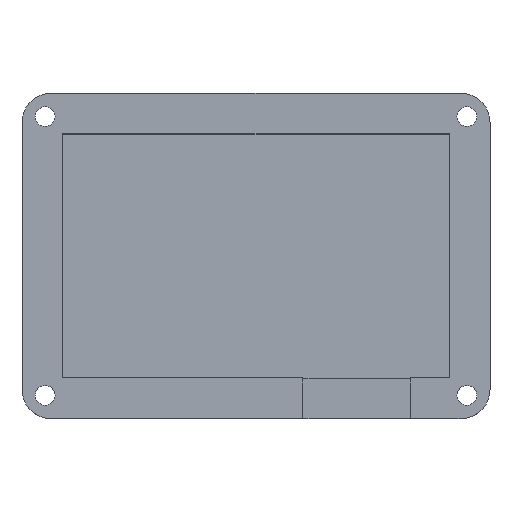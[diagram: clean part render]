
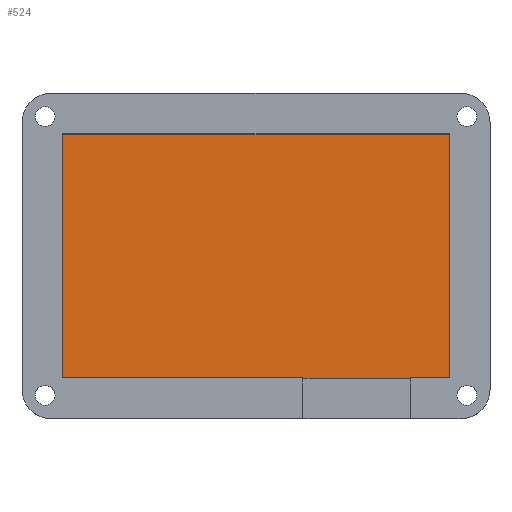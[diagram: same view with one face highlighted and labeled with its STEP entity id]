
A CAD part, top view. The second image highlights one B-rep face of the part: STEP entity #524.
In plain terms, the highlighted planar face has unit normal (0, 0, 1).
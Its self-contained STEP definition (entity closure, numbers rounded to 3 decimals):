
#74=FACE_OUTER_BOUND('',#108,.T.);
#108=EDGE_LOOP('',(#415,#416,#417,#418));
#166=LINE('',#859,#214);
#167=LINE('',#861,#215);
#168=LINE('',#863,#216);
#169=LINE('',#864,#217);
#214=VECTOR('',#692,10.);
#215=VECTOR('',#693,10.);
#216=VECTOR('',#694,10.);
#217=VECTOR('',#695,10.);
#263=VERTEX_POINT('',#857);
#264=VERTEX_POINT('',#858);
#265=VERTEX_POINT('',#860);
#266=VERTEX_POINT('',#862);
#322=EDGE_CURVE('',#263,#264,#166,.T.);
#323=EDGE_CURVE('',#265,#263,#167,.T.);
#324=EDGE_CURVE('',#266,#265,#168,.T.);
#325=EDGE_CURVE('',#264,#266,#169,.T.);
#415=ORIENTED_EDGE('',*,*,#322,.F.);
#416=ORIENTED_EDGE('',*,*,#323,.F.);
#417=ORIENTED_EDGE('',*,*,#324,.F.);
#418=ORIENTED_EDGE('',*,*,#325,.F.);
#502=PLANE('',#580);
#524=ADVANCED_FACE('',(#74),#502,.T.);
#580=AXIS2_PLACEMENT_3D('',#856,#690,#691);
#690=DIRECTION('center_axis',(0.,0.,1.));
#691=DIRECTION('ref_axis',(1.,0.,0.));
#692=DIRECTION('',(-1.,0.,0.));
#693=DIRECTION('',(0.,-1.,0.));
#694=DIRECTION('',(1.,0.,0.));
#695=DIRECTION('',(0.,1.,0.));
#856=CARTESIAN_POINT('Origin',(6.898,30.438,3.));
#857=CARTESIAN_POINT('',(40.295,9.375,3.));
#858=CARTESIAN_POINT('',(-26.5,9.375,3.));
#859=CARTESIAN_POINT('',(23.596,9.375,3.));
#860=CARTESIAN_POINT('',(40.295,51.5,3.));
#861=CARTESIAN_POINT('',(40.295,40.969,3.));
#862=CARTESIAN_POINT('',(-26.5,51.5,3.));
#863=CARTESIAN_POINT('',(-9.801,51.5,3.));
#864=CARTESIAN_POINT('',(-26.5,19.906,3.));
